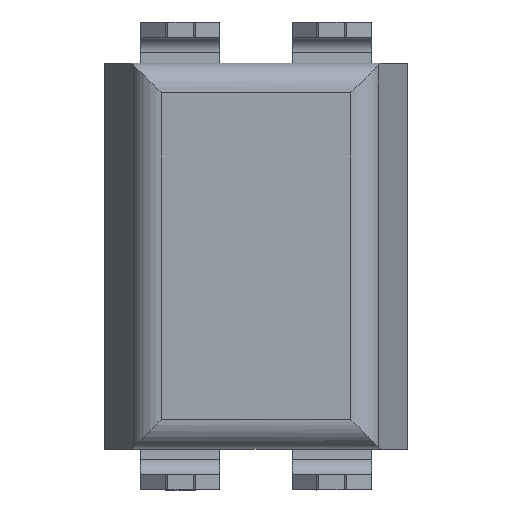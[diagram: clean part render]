
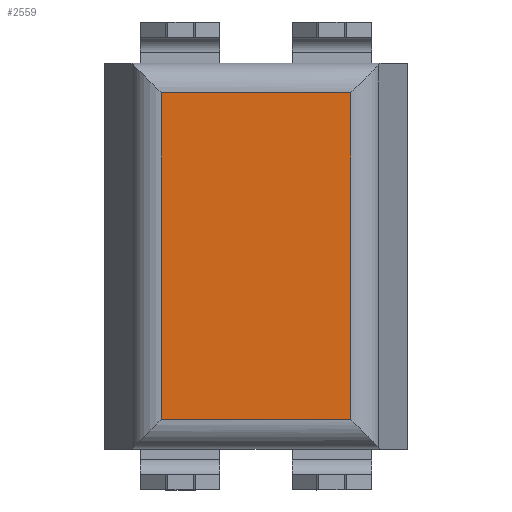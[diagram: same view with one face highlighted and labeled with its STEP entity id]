
A CAD part, front view. The second image highlights one B-rep face of the part: STEP entity #2559.
In plain terms, the highlighted planar face has unit normal (0, -1, 0).
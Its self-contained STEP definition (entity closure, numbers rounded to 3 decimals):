
#45 = EDGE_CURVE ( 'NONE', #867, #3128, #3247, .T. ) ;
#229 = DIRECTION ( 'NONE',  ( 0., 0., -1. ) ) ;
#249 = ORIENTED_EDGE ( 'NONE', *, *, #1259, .T. ) ;
#250 = LINE ( 'NONE', #1308, #287 ) ;
#287 = VECTOR ( 'NONE', #2940, 1000. ) ;
#700 = VERTEX_POINT ( 'NONE', #1298 ) ;
#719 = DIRECTION ( 'NONE',  ( 0., 0., 1. ) ) ;
#736 = EDGE_CURVE ( 'NONE', #700, #1065, #3205, .T. ) ;
#867 = VERTEX_POINT ( 'NONE', #2573 ) ;
#1020 = DIRECTION ( 'NONE',  ( 0., -1., 0. ) ) ;
#1065 = VERTEX_POINT ( 'NONE', #3009 ) ;
#1120 = CARTESIAN_POINT ( 'NONE',  ( 1.944, 0., -2.75 ) ) ;
#1186 = VECTOR ( 'NONE', #2676, 1000. ) ;
#1259 = EDGE_CURVE ( 'NONE', #1065, #867, #2259, .T. ) ;
#1298 = CARTESIAN_POINT ( 'NONE',  ( -1.594, 0., -2.75 ) ) ;
#1308 = CARTESIAN_POINT ( 'NONE',  ( -1.594, 0., 0. ) ) ;
#1526 = AXIS2_PLACEMENT_3D ( 'NONE', #3372, #1020, #229 ) ;
#2011 = VECTOR ( 'NONE', #2770, 1000. ) ;
#2117 = PLANE ( 'NONE',  #1526 ) ;
#2165 = ORIENTED_EDGE ( 'NONE', *, *, #45, .T. ) ;
#2191 = EDGE_CURVE ( 'NONE', #3128, #700, #250, .T. ) ;
#2214 = EDGE_LOOP ( 'NONE', ( #2638, #249, #2165, #2354 ) ) ;
#2259 = LINE ( 'NONE', #2273, #3358 ) ;
#2273 = CARTESIAN_POINT ( 'NONE',  ( 1.594, 0., 0. ) ) ;
#2354 = ORIENTED_EDGE ( 'NONE', *, *, #2191, .T. ) ;
#2453 = CARTESIAN_POINT ( 'NONE',  ( -1.594, 0., 2.75 ) ) ;
#2496 = CARTESIAN_POINT ( 'NONE',  ( -1.944, 0., 2.75 ) ) ;
#2559 = ADVANCED_FACE ( 'NONE', ( #3410 ), #2117, .T. ) ;
#2573 = CARTESIAN_POINT ( 'NONE',  ( 1.594, 0., 2.75 ) ) ;
#2638 = ORIENTED_EDGE ( 'NONE', *, *, #736, .T. ) ;
#2676 = DIRECTION ( 'NONE',  ( 1., 0., 0. ) ) ;
#2770 = DIRECTION ( 'NONE',  ( -1., 0., 0. ) ) ;
#2940 = DIRECTION ( 'NONE',  ( 0., 0., -1. ) ) ;
#3009 = CARTESIAN_POINT ( 'NONE',  ( 1.594, 0., -2.75 ) ) ;
#3128 = VERTEX_POINT ( 'NONE', #2453 ) ;
#3205 = LINE ( 'NONE', #1120, #1186 ) ;
#3247 = LINE ( 'NONE', #2496, #2011 ) ;
#3358 = VECTOR ( 'NONE', #719, 1000. ) ;
#3372 = CARTESIAN_POINT ( 'NONE',  ( 0., 0., 0. ) ) ;
#3410 = FACE_OUTER_BOUND ( 'NONE', #2214, .T. ) ;
